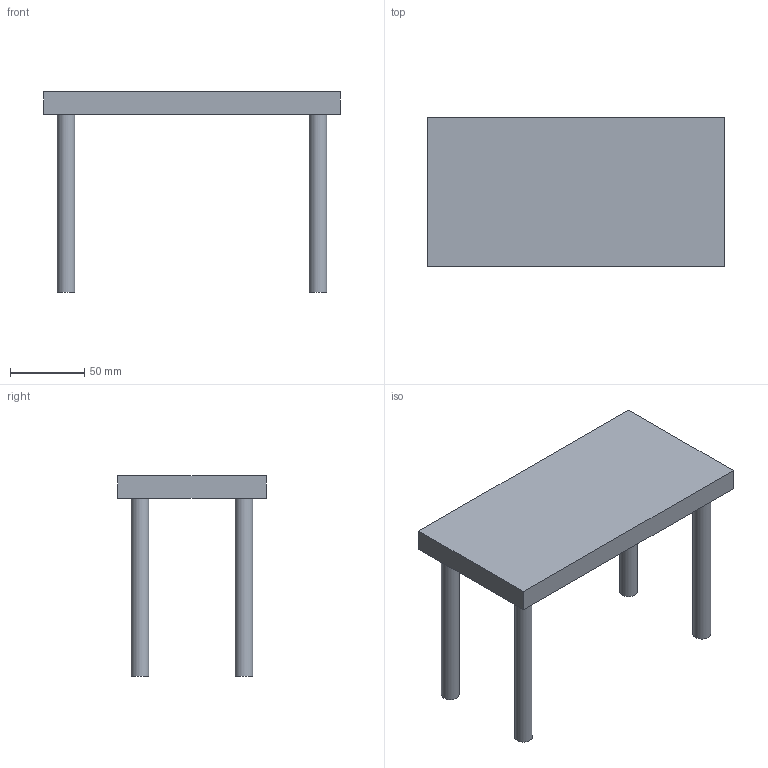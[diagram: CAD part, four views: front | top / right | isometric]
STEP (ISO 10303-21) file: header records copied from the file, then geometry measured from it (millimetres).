
FILE_DESCRIPTION(('Open CASCADE Model'),'2;1');
FILE_NAME('Open CASCADE Shape Model','2025-12-30T14:21:37',('Author'),( 'Open CASCADE'),'Open CASCADE STEP processor 7.7','Open CASCADE 7.7' ,'Unknown');
FILE_SCHEMA(('AUTOMOTIVE_DESIGN { 1 0 10303 214 1 1 1 1 }'));
Length unit declared in the file: millimetre
Products named in the file (1): Open CASCADE STEP translator 7.7 1
Bounding box: 200 x 100 x 135 mm (x, y, z)
Volume: 354286.7 mm3; surface area: 67095.6 mm2
Topology: 1 solids, 1 shells, 14 faces, 24 edges, 16 vertices
Faces by surface type: plane 10, cylinder 4
Full cylindrical faces by diameter (mm): 12 x4
Entity records: 658 total; most frequent: DIRECTION 110, CARTESIAN_POINT 103, LINE 56, VECTOR 56, ORIENTED_EDGE 48, PCURVE 48, DEFINITIONAL_REPRESENTATION 48, EDGE_CURVE 24
